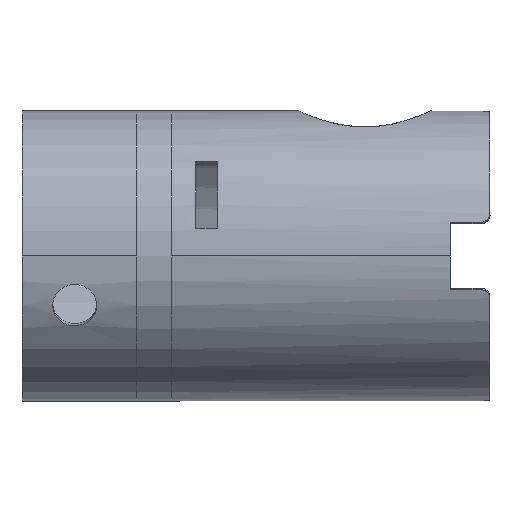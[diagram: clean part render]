
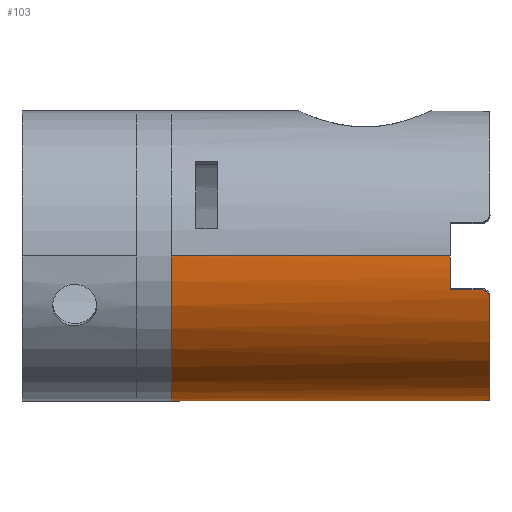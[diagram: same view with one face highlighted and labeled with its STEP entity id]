
A CAD part, left-side view. The second image highlights one B-rep face of the part: STEP entity #103.
In plain terms, the highlighted cylindrical face has radius 33 mm (diameter 66 mm), a partial arc.
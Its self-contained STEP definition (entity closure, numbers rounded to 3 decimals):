
#103=ADVANCED_FACE('',(#140),#415,.T.);
#140=FACE_OUTER_BOUND('',#183,.F.);
#183=EDGE_LOOP('',(#268,#269,#270,#271,#272,#273,#274,#275,#276,#277));
#268=ORIENTED_EDGE('',*,*,#757,.F.);
#269=ORIENTED_EDGE('',*,*,#746,.F.);
#270=ORIENTED_EDGE('',*,*,#747,.F.);
#271=ORIENTED_EDGE('',*,*,#731,.T.);
#272=ORIENTED_EDGE('',*,*,#755,.T.);
#273=ORIENTED_EDGE('',*,*,#725,.F.);
#274=ORIENTED_EDGE('',*,*,#749,.T.);
#275=ORIENTED_EDGE('',*,*,#748,.F.);
#276=ORIENTED_EDGE('',*,*,#756,.T.);
#277=ORIENTED_EDGE('',*,*,#711,.F.);
#415=CYLINDRICAL_SURFACE('',#1035,33.);
#644=B_SPLINE_CURVE_WITH_KNOTS('',3,(#1462,#1463,#1464,#1465,#1466,#1467,#1468,
#1469,#1470),.UNSPECIFIED.,.F.,.F.,(4,1,1,1,1,1,4),(0.,0.195,
0.333,0.5,0.666,0.805,1.),
.UNSPECIFIED.);
#648=B_SPLINE_CURVE_WITH_KNOTS('',3,(#1500,#1501,#1502,#1503,#1504,#1505,#1506,
#1507,#1508),.UNSPECIFIED.,.F.,.F.,(4,1,1,1,1,1,4),(0.,0.195,
0.333,0.5,0.666,0.805,1.),
.UNSPECIFIED.);
#663=CIRCLE('',#1015,33.);
#674=CIRCLE('',#1026,33.);
#675=CIRCLE('',#1027,33.);
#679=CIRCLE('',#1031,33.);
#711=EDGE_CURVE('',#924,#925,#663,.T.);
#725=EDGE_CURVE('',#911,#910,#644,.T.);
#731=EDGE_CURVE('',#903,#902,#648,.T.);
#746=EDGE_CURVE('',#889,#893,#674,.T.);
#747=EDGE_CURVE('',#903,#889,#806,.T.);
#748=EDGE_CURVE('',#894,#888,#675,.T.);
#749=EDGE_CURVE('',#911,#888,#807,.T.);
#755=EDGE_CURVE('',#902,#910,#679,.T.);
#756=EDGE_CURVE('',#894,#925,#810,.T.);
#757=EDGE_CURVE('',#893,#924,#811,.T.);
#806=LINE('',#1632,#850);
#807=LINE('',#1634,#851);
#810=LINE('',#1641,#854);
#811=LINE('',#1642,#855);
#850=VECTOR('',#1164,7.);
#851=VECTOR('',#1167,7.);
#854=VECTOR('',#1178,63.5);
#855=VECTOR('',#1179,63.5);
#888=VERTEX_POINT('',#1387);
#889=VERTEX_POINT('',#1388);
#893=VERTEX_POINT('',#1392);
#894=VERTEX_POINT('',#1393);
#902=VERTEX_POINT('',#1401);
#903=VERTEX_POINT('',#1402);
#910=VERTEX_POINT('',#1409);
#911=VERTEX_POINT('',#1410);
#924=VERTEX_POINT('',#1423);
#925=VERTEX_POINT('',#1424);
#1015=AXIS2_PLACEMENT_3D('',#1432,#1128,#1129);
#1026=AXIS2_PLACEMENT_3D('',#1631,#1162,#1163);
#1027=AXIS2_PLACEMENT_3D('',#1633,#1165,#1166);
#1031=AXIS2_PLACEMENT_3D('',#1640,#1176,#1177);
#1035=AXIS2_PLACEMENT_3D('',#1660,#1200,#1201);
#1128=DIRECTION('',(0.,-1.,0.));
#1129=DIRECTION('',(-1.,0.,0.));
#1162=DIRECTION('',(0.,1.,0.));
#1163=DIRECTION('',(-0.972,0.,-0.233));
#1164=DIRECTION('',(0.,1.,0.));
#1165=DIRECTION('',(0.,1.,0.));
#1166=DIRECTION('',(1.,0.,0.));
#1167=DIRECTION('',(0.,1.,0.));
#1176=DIRECTION('',(0.,-1.,0.));
#1177=DIRECTION('',(-0.957,0.,-0.292));
#1178=DIRECTION('',(0.,1.,0.));
#1179=DIRECTION('',(0.,1.,0.));
#1200=DIRECTION('',(0.,1.,0.));
#1201=DIRECTION('',(1.,0.,0.));
#1387=CARTESIAN_POINT('',(117.197,-12.521,-2.195));
#1388=CARTESIAN_POINT('',(53.016,-12.521,-2.195));
#1392=CARTESIAN_POINT('',(52.106,-12.521,5.5));
#1393=CARTESIAN_POINT('',(118.106,-12.521,5.5));
#1401=CARTESIAN_POINT('',(53.541,-21.521,
-4.125));
#1402=CARTESIAN_POINT('',(53.016,-19.521,-2.195));
#1409=CARTESIAN_POINT('',(116.671,-21.521,
-4.125));
#1410=CARTESIAN_POINT('',(117.197,-19.521,
-2.195));
#1423=CARTESIAN_POINT('',(52.106,50.979,5.5));
#1424=CARTESIAN_POINT('',(118.106,50.979,5.5));
#1432=CARTESIAN_POINT('',(85.106,50.979,5.5));
#1462=CARTESIAN_POINT('',(117.197,-19.521,
-2.195));
#1463=CARTESIAN_POINT('',(117.197,-19.724,
-2.194));
#1464=CARTESIAN_POINT('',(117.184,-20.072,-2.247));
#1465=CARTESIAN_POINT('',(117.134,-20.555,-2.453));
#1466=CARTESIAN_POINT('',(117.06,-20.951,
-2.747));
#1467=CARTESIAN_POINT('',(116.959,-21.255,
-3.13));
#1468=CARTESIAN_POINT('',(116.829,-21.467,
-3.596));
#1469=CARTESIAN_POINT('',(116.731,-21.521,-3.93));
#1470=CARTESIAN_POINT('',(116.671,-21.521,-4.125));
#1500=CARTESIAN_POINT('',(53.016,-19.521,
-2.195));
#1501=CARTESIAN_POINT('',(53.016,-19.724,-2.194));
#1502=CARTESIAN_POINT('',(53.028,-20.072,-2.247));
#1503=CARTESIAN_POINT('',(53.079,-20.555,
-2.453));
#1504=CARTESIAN_POINT('',(53.153,-20.951,-2.747));
#1505=CARTESIAN_POINT('',(53.254,-21.255,-3.13));
#1506=CARTESIAN_POINT('',(53.383,-21.467,-3.596));
#1507=CARTESIAN_POINT('',(53.482,-21.521,-3.93));
#1508=CARTESIAN_POINT('',(53.541,-21.521,
-4.125));
#1631=CARTESIAN_POINT('',(85.106,-12.521,5.5));
#1632=CARTESIAN_POINT('',(53.016,-19.521,-2.195));
#1633=CARTESIAN_POINT('',(85.106,-12.521,5.5));
#1634=CARTESIAN_POINT('',(117.197,-19.521,-2.195));
#1640=CARTESIAN_POINT('',(85.106,-21.521,5.5));
#1641=CARTESIAN_POINT('',(118.106,-12.521,5.5));
#1642=CARTESIAN_POINT('',(52.106,-12.521,5.5));
#1660=CARTESIAN_POINT('',(85.106,-21.521,5.5));
